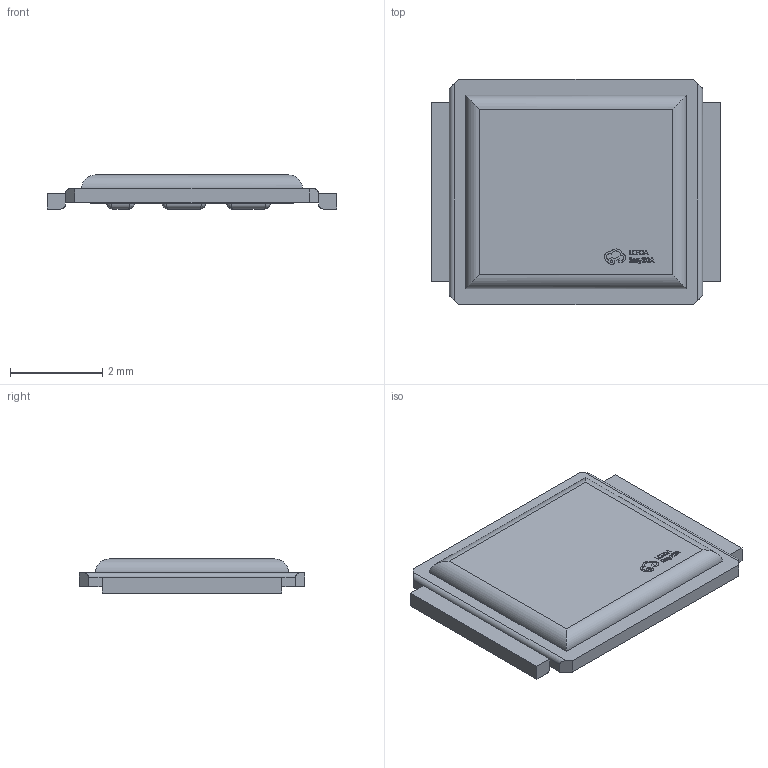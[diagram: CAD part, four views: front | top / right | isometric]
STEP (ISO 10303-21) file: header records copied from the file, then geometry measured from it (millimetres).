
FILE_DESCRIPTION(('FreeCAD Model'),'2;1');
FILE_NAME('Open CASCADE Shape Model','2023-01-15T16:46:51',(''),(''), 'Open CASCADE STEP processor 7.6','FreeCAD','Unknown');
FILE_SCHEMA(('AUTOMOTIVE_DESIGN { 1 0 10303 214 1 1 1 1 }'));
Length unit declared in the file: millimetre
Products named in the file (3): Q1; TRS-SMD_IRF7480MTRPBF; COMPOUND001
Assembly tree (2 placements, depth 3):
  Q1
    TRS-SMD_IRF7480MTRPBF
      COMPOUND001
Bounding box: 6.3 x 4.9 x 0.74 mm (x, y, z)
Volume: 15.3 mm3; surface area: 76.2 mm2
Topology: 14 solids, 14 shells, 388 faces, 3048 edges, 8728 vertices
Faces by surface type: plane 218, bspline 138, cylinder 32
Entity records: 59660 total; most frequent: CARTESIAN_POINT 24899, DIRECTION 4122, LINE 3424, VECTOR 3424, GEOMETRIC_CURVE_SET 2025, ORIENTED_EDGE 2000, PCURVE 2000, DEFINITIONAL_REPRESENTATION 2000
